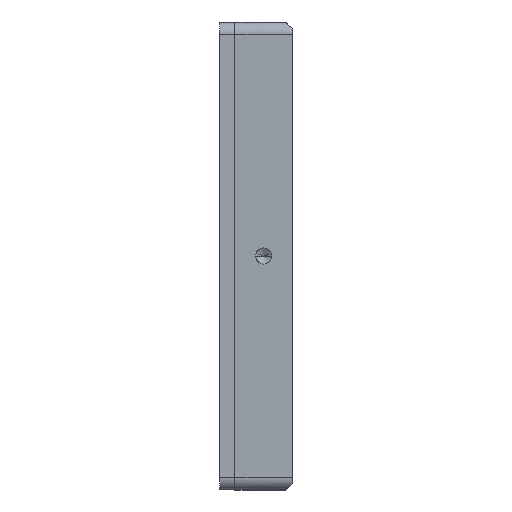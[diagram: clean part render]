
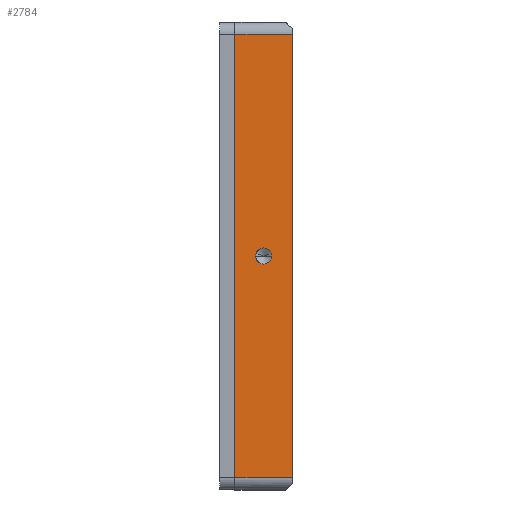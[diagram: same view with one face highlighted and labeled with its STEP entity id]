
A CAD part, left-side view. The second image highlights one B-rep face of the part: STEP entity #2784.
In plain terms, the highlighted planar face has unit normal (-1, 0, 0).
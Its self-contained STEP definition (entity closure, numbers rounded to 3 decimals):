
#47 = LINE ( 'NONE', #2345, #2139 ) ;
#71 = EDGE_CURVE ( 'NONE', #1122, #887, #47, .T. ) ;
#237 = ORIENTED_EDGE ( 'NONE', *, *, #2973, .T. ) ;
#304 = FACE_BOUND ( 'NONE', #2328, .T. ) ;
#343 = VECTOR ( 'NONE', #2395, 1000. ) ;
#363 = DIRECTION ( 'NONE',  ( 0., 0., 1. ) ) ;
#383 = AXIS2_PLACEMENT_3D ( 'NONE', #2926, #3577, #363 ) ;
#401 = LINE ( 'NONE', #2929, #343 ) ;
#513 = EDGE_LOOP ( 'NONE', ( #1285, #237, #1209, #3020 ) ) ;
#580 = VERTEX_POINT ( 'NONE', #3470 ) ;
#631 = CARTESIAN_POINT ( 'NONE',  ( -185.95, 0., 7.5 ) ) ;
#648 = DIRECTION ( 'NONE',  ( 0., 0., 1. ) ) ;
#660 = VERTEX_POINT ( 'NONE', #3017 ) ;
#887 = VERTEX_POINT ( 'NONE', #3378 ) ;
#937 = DIRECTION ( 'NONE',  ( 0., -1., 0. ) ) ;
#973 = EDGE_CURVE ( 'NONE', #3526, #580, #401, .T. ) ;
#980 = LINE ( 'NONE', #2155, #3141 ) ;
#1032 = LINE ( 'NONE', #2470, #2101 ) ;
#1033 = ORIENTED_EDGE ( 'NONE', *, *, #2333, .F. ) ;
#1122 = VERTEX_POINT ( 'NONE', #1873 ) ;
#1183 = EDGE_CURVE ( 'NONE', #580, #887, #980, .T. ) ;
#1209 = ORIENTED_EDGE ( 'NONE', *, *, #973, .T. ) ;
#1285 = ORIENTED_EDGE ( 'NONE', *, *, #71, .F. ) ;
#1427 = FACE_OUTER_BOUND ( 'NONE', #513, .T. ) ;
#1698 = ORIENTED_EDGE ( 'NONE', *, *, #2709, .F. ) ;
#1873 = CARTESIAN_POINT ( 'NONE',  ( -185.95, 57.775, 15. ) ) ;
#1893 = CARTESIAN_POINT ( 'NONE',  ( -185.95, 57.775, 0. ) ) ;
#1934 = CARTESIAN_POINT ( 'NONE',  ( -185.95, 0., 9.6 ) ) ;
#1985 = CIRCLE ( 'NONE', #383, 2.1 ) ;
#1991 = AXIS2_PLACEMENT_3D ( 'NONE', #2496, #2453, #2228 ) ;
#2101 = VECTOR ( 'NONE', #3331, 1000. ) ;
#2139 = VECTOR ( 'NONE', #937, 1000. ) ;
#2155 = CARTESIAN_POINT ( 'NONE',  ( -185.95, -57.775, 15. ) ) ;
#2184 = PLANE ( 'NONE',  #1991 ) ;
#2228 = DIRECTION ( 'NONE',  ( 0., 0., -1. ) ) ;
#2328 = EDGE_LOOP ( 'NONE', ( #1033, #1698 ) ) ;
#2333 = EDGE_CURVE ( 'NONE', #2480, #660, #1985, .T. ) ;
#2345 = CARTESIAN_POINT ( 'NONE',  ( -185.95, -60.95, 15. ) ) ;
#2395 = DIRECTION ( 'NONE',  ( 0., -1., 0. ) ) ;
#2414 = DIRECTION ( 'NONE',  ( 0., 0., 1. ) ) ;
#2453 = DIRECTION ( 'NONE',  ( 1., 0., 0. ) ) ;
#2470 = CARTESIAN_POINT ( 'NONE',  ( -185.95, 57.775, 15. ) ) ;
#2480 = VERTEX_POINT ( 'NONE', #1934 ) ;
#2496 = CARTESIAN_POINT ( 'NONE',  ( -185.95, -60.95, 15. ) ) ;
#2705 = AXIS2_PLACEMENT_3D ( 'NONE', #631, #3462, #648 ) ;
#2709 = EDGE_CURVE ( 'NONE', #660, #2480, #2880, .T. ) ;
#2784 = ADVANCED_FACE ( 'NONE', ( #304, #1427 ), #2184, .F. ) ;
#2880 = CIRCLE ( 'NONE', #2705, 2.1 ) ;
#2926 = CARTESIAN_POINT ( 'NONE',  ( -185.95, 0., 7.5 ) ) ;
#2929 = CARTESIAN_POINT ( 'NONE',  ( -185.95, -60.95, 0. ) ) ;
#2973 = EDGE_CURVE ( 'NONE', #1122, #3526, #1032, .T. ) ;
#3017 = CARTESIAN_POINT ( 'NONE',  ( -185.95, 0., 5.4 ) ) ;
#3020 = ORIENTED_EDGE ( 'NONE', *, *, #1183, .T. ) ;
#3141 = VECTOR ( 'NONE', #2414, 1000. ) ;
#3331 = DIRECTION ( 'NONE',  ( 0., 0., -1. ) ) ;
#3378 = CARTESIAN_POINT ( 'NONE',  ( -185.95, -57.775, 15. ) ) ;
#3462 = DIRECTION ( 'NONE',  ( -1., 0., 0. ) ) ;
#3470 = CARTESIAN_POINT ( 'NONE',  ( -185.95, -57.775, 0. ) ) ;
#3526 = VERTEX_POINT ( 'NONE', #1893 ) ;
#3577 = DIRECTION ( 'NONE',  ( -1., 0., 0. ) ) ;
